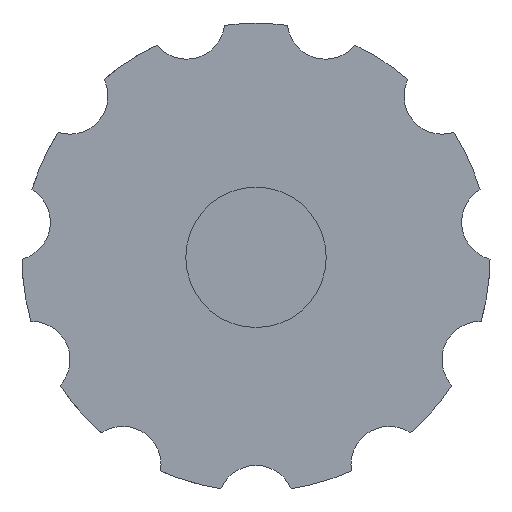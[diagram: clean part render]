
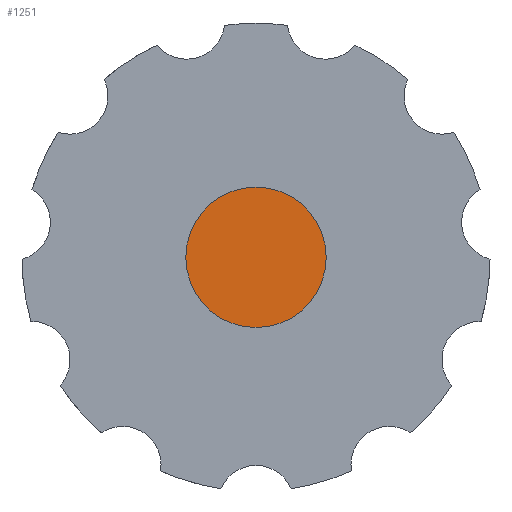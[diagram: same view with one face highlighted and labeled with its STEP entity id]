
A CAD part, front view. The second image highlights one B-rep face of the part: STEP entity #1251.
In plain terms, the highlighted planar face has unit normal (0, -1, 0).
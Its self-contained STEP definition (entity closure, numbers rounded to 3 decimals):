
#15 = CARTESIAN_POINT ( 'NONE',  ( 0., 0., 0. ) ) ;
#22 = EDGE_CURVE ( 'NONE', #1548, #471, #1203, .T. ) ;
#85 = ORIENTED_EDGE ( 'NONE', *, *, #1464, .F. ) ;
#238 = DIRECTION ( 'NONE',  ( 0., 0., 1. ) ) ;
#408 = DIRECTION ( 'NONE',  ( 0., 1., 0. ) ) ;
#423 = CARTESIAN_POINT ( 'NONE',  ( 0., 0., -2.85 ) ) ;
#471 = VERTEX_POINT ( 'NONE', #1654 ) ;
#743 = EDGE_LOOP ( 'NONE', ( #85, #1926 ) ) ;
#912 = AXIS2_PLACEMENT_3D ( 'NONE', #1322, #1196, #1640 ) ;
#947 = AXIS2_PLACEMENT_3D ( 'NONE', #15, #408, #1875 ) ;
#1035 = FACE_OUTER_BOUND ( 'NONE', #743, .T. ) ;
#1088 = CIRCLE ( 'NONE', #1340, 2.85 ) ;
#1128 = CARTESIAN_POINT ( 'NONE',  ( 0., 0., 0. ) ) ;
#1196 = DIRECTION ( 'NONE',  ( 0., 1., 0. ) ) ;
#1203 = CIRCLE ( 'NONE', #947, 2.85 ) ;
#1251 = ADVANCED_FACE ( 'NONE', ( #1035 ), #1795, .F. ) ;
#1322 = CARTESIAN_POINT ( 'NONE',  ( 0., 0., 0. ) ) ;
#1340 = AXIS2_PLACEMENT_3D ( 'NONE', #1128, #1726, #238 ) ;
#1464 = EDGE_CURVE ( 'NONE', #471, #1548, #1088, .T. ) ;
#1548 = VERTEX_POINT ( 'NONE', #423 ) ;
#1640 = DIRECTION ( 'NONE',  ( 0., 0., 1. ) ) ;
#1654 = CARTESIAN_POINT ( 'NONE',  ( 0., 0., 2.85 ) ) ;
#1726 = DIRECTION ( 'NONE',  ( 0., 1., 0. ) ) ;
#1795 = PLANE ( 'NONE',  #912 ) ;
#1875 = DIRECTION ( 'NONE',  ( 0., 0., 1. ) ) ;
#1926 = ORIENTED_EDGE ( 'NONE', *, *, #22, .F. ) ;
